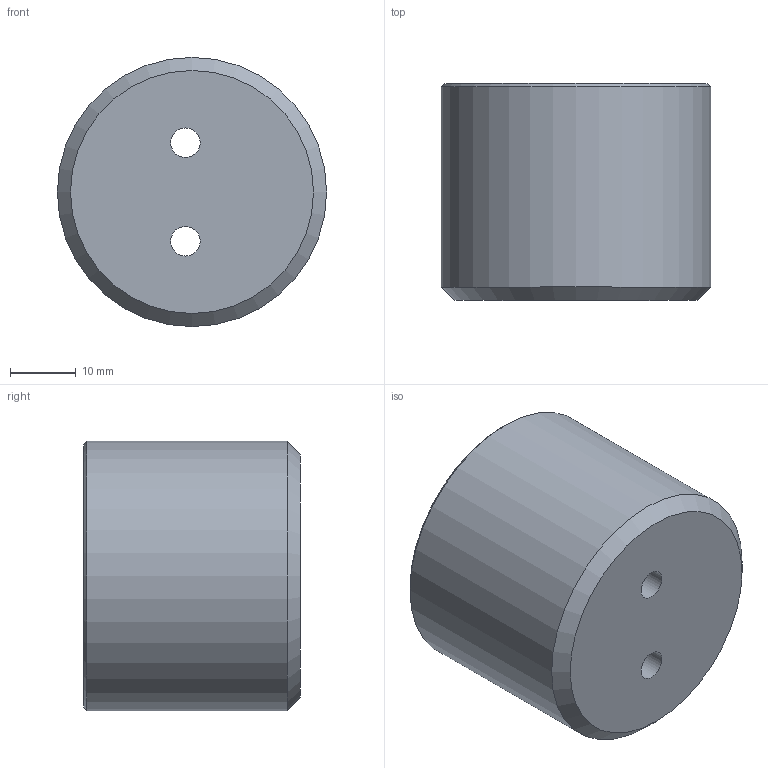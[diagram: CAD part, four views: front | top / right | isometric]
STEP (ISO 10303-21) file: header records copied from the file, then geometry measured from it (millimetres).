
FILE_DESCRIPTION(/* description */ (''),/* implementation_level */ '2;1');
FILE_NAME(/* name */ 'OSM-Mini TMNT - Canister Bottom Holder.step',/* time_stamp */ '2024-07-28T13:03:30-04:00',/* author */ (''),/* organization */ (''),/* preprocessor_version */ 'ST-DEVELOPER v20',/* originating_system */ 'Autodesk Translation Framework v13.14.0.145',/* authorisation */ '');
FILE_SCHEMA (('AUTOMOTIVE_DESIGN { 1 0 10303 214 3 1 1 }'));
Length unit declared in the file: millimetre
Products named in the file (1): OSM-Mini TMNT
Bounding box: 41 x 33 x 41 mm (x, y, z)
Volume: 17244.8 mm3; surface area: 9545.3 mm2
Topology: 1 solids, 1 shells, 15 faces, 29 edges, 18 vertices
Faces by surface type: cone 6, cylinder 5, plane 4
Full cylindrical faces by diameter (mm): 4.5 x2, 34 x1, 39.5 x1, 41 x1
Entity records: 419 total; most frequent: DIRECTION 79, CARTESIAN_POINT 63, ORIENTED_EDGE 58, AXIS2_PLACEMENT_3D 34, EDGE_CURVE 29, EDGE_LOOP 21, CIRCLE 18, VERTEX_POINT 18
